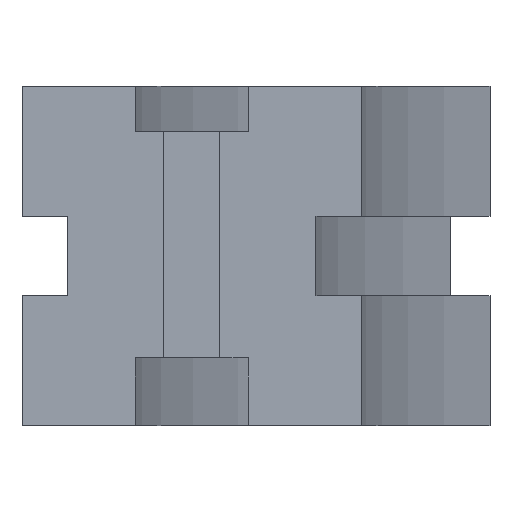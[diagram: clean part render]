
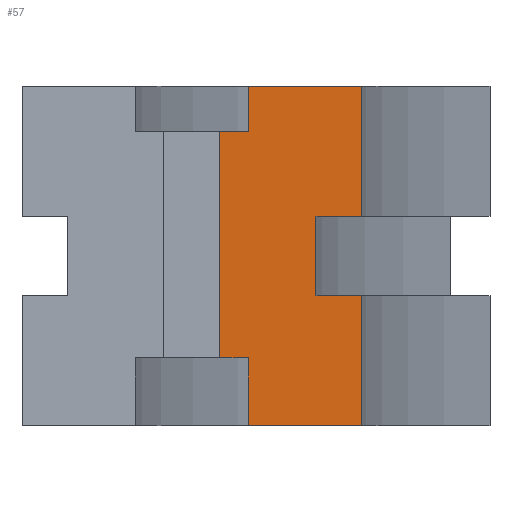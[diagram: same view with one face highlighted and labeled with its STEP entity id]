
A CAD part, front view. The second image highlights one B-rep face of the part: STEP entity #57.
In plain terms, the highlighted planar face has unit normal (0, -1, 0).
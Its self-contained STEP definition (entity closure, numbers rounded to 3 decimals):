
#57=ADVANCED_FACE('',(#106),#108,.F.);
#106=FACE_BOUND('',#107,.T.);
#107=EDGE_LOOP('',(#329,#330,#331,#332,#333,#334,#335,#336,#337,#338,#339,#340));
#108=PLANE('',#109);
#109=AXIS2_PLACEMENT_3D('',#110,#111,#112);
#110=CARTESIAN_POINT('',(0.,0.,0.));
#111=DIRECTION('',(0.,1.,0.));
#112=DIRECTION('',(-1.,0.,0.));
#329=ORIENTED_EDGE('',*,*,#505,.T.);
#330=ORIENTED_EDGE('',*,*,#506,.F.);
#331=ORIENTED_EDGE('',*,*,#507,.F.);
#332=ORIENTED_EDGE('',*,*,#508,.F.);
#333=ORIENTED_EDGE('',*,*,#509,.F.);
#334=ORIENTED_EDGE('',*,*,#510,.F.);
#335=ORIENTED_EDGE('',*,*,#511,.F.);
#336=ORIENTED_EDGE('',*,*,#512,.F.);
#337=ORIENTED_EDGE('',*,*,#513,.F.);
#338=ORIENTED_EDGE('',*,*,#514,.F.);
#339=ORIENTED_EDGE('',*,*,#515,.F.);
#340=ORIENTED_EDGE('',*,*,#516,.F.);
#505=EDGE_CURVE('',#617,#618,#619,.T.);
#506=EDGE_CURVE('',#620,#618,#621,.T.);
#507=EDGE_CURVE('',#622,#620,#623,.T.);
#508=EDGE_CURVE('',#624,#622,#625,.T.);
#509=EDGE_CURVE('',#626,#624,#627,.T.);
#510=EDGE_CURVE('',#628,#626,#629,.T.);
#511=EDGE_CURVE('',#630,#628,#631,.T.);
#512=EDGE_CURVE('',#632,#630,#633,.T.);
#513=EDGE_CURVE('',#634,#632,#635,.T.);
#514=EDGE_CURVE('',#636,#634,#637,.T.);
#515=EDGE_CURVE('',#638,#636,#639,.T.);
#516=EDGE_CURVE('',#617,#638,#640,.T.);
#617=VERTEX_POINT('',#781);
#618=VERTEX_POINT('',#782);
#619=LINE('',#783,#784);
#620=VERTEX_POINT('',#786);
#621=LINE('',#787,#788);
#622=VERTEX_POINT('',#790);
#623=LINE('',#791,#792);
#624=VERTEX_POINT('',#794);
#625=LINE('',#795,#796);
#626=VERTEX_POINT('',#798);
#627=LINE('',#799,#800);
#628=VERTEX_POINT('',#802);
#629=LINE('',#803,#804);
#630=VERTEX_POINT('',#806);
#631=LINE('',#807,#808);
#632=VERTEX_POINT('',#810);
#633=LINE('',#811,#812);
#634=VERTEX_POINT('',#814);
#635=LINE('',#815,#816);
#636=VERTEX_POINT('',#818);
#637=LINE('',#819,#820);
#638=VERTEX_POINT('',#822);
#639=LINE('',#823,#824);
#640=LINE('',#826,#827);
#781=CARTESIAN_POINT('',(-97.5,0.,26.));
#782=CARTESIAN_POINT('',(-97.5,0.,6.));
#783=CARTESIAN_POINT('',(-97.5,0.,26.));
#784=VECTOR('',#785,1.);
#785=DIRECTION('',(0.,0.,-1.));
#786=CARTESIAN_POINT('',(-95.,0.,6.));
#787=CARTESIAN_POINT('',(-95.,0.,6.));
#788=VECTOR('',#789,1.);
#789=DIRECTION('',(-1.,0.,0.));
#790=CARTESIAN_POINT('',(-95.,0.,0.));
#791=CARTESIAN_POINT('',(-95.,0.,0.));
#792=VECTOR('',#793,1.);
#793=DIRECTION('',(0.,0.,1.));
#794=CARTESIAN_POINT('',(-85.,0.,0.));
#795=CARTESIAN_POINT('',(-85.,0.,0.));
#796=VECTOR('',#797,1.);
#797=DIRECTION('',(-1.,0.,0.));
#798=CARTESIAN_POINT('',(-85.,0.,11.5));
#799=CARTESIAN_POINT('',(-85.,0.,11.5));
#800=VECTOR('',#801,1.);
#801=DIRECTION('',(0.,0.,-1.));
#802=CARTESIAN_POINT('',(-89.,0.,11.5));
#803=CARTESIAN_POINT('',(-89.,0.,11.5));
#804=VECTOR('',#805,1.);
#805=DIRECTION('',(1.,0.,0.));
#806=CARTESIAN_POINT('',(-89.,0.,18.5));
#807=CARTESIAN_POINT('',(-89.,0.,18.5));
#808=VECTOR('',#809,1.);
#809=DIRECTION('',(0.,0.,-1.));
#810=CARTESIAN_POINT('',(-85.,0.,18.5));
#811=CARTESIAN_POINT('',(-85.,0.,18.5));
#812=VECTOR('',#813,1.);
#813=DIRECTION('',(-1.,0.,0.));
#814=CARTESIAN_POINT('',(-85.,0.,30.));
#815=CARTESIAN_POINT('',(-85.,0.,30.));
#816=VECTOR('',#817,1.);
#817=DIRECTION('',(0.,0.,-1.));
#818=CARTESIAN_POINT('',(-95.,0.,30.));
#819=CARTESIAN_POINT('',(-95.,0.,30.));
#820=VECTOR('',#821,1.);
#821=DIRECTION('',(1.,0.,0.));
#822=CARTESIAN_POINT('',(-95.,0.,26.));
#823=CARTESIAN_POINT('',(-95.,0.,26.));
#824=VECTOR('',#825,1.);
#825=DIRECTION('',(0.,0.,1.));
#826=CARTESIAN_POINT('',(-97.5,0.,26.));
#827=VECTOR('',#828,1.);
#828=DIRECTION('',(1.,0.,0.));
